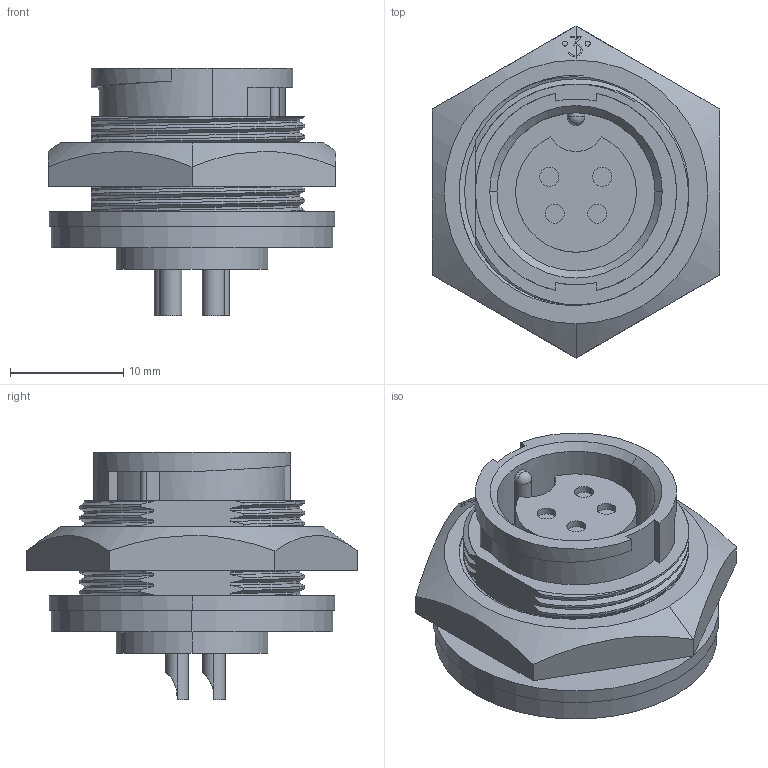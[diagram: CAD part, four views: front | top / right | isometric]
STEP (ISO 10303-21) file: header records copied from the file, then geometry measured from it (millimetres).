
FILE_DESCRIPTION (( 'STEP AP203' ), '1' );
FILE_NAME ('4282-4SG-3ES.STEP', '2016-02-17T20:39:36', ( '' ), ( '' ), 'SwSTEP 2.0', 'SolidWorks 2014', '' );
FILE_SCHEMA (( 'CONFIG_CONTROL_DESIGN' ));
Length unit declared in the file: inch
Products named in the file (2): 4282-4SG-3ES
Bounding box: 25.4 x 29.33 x 21.89 mm (x, y, z)
Volume: 5413.7 mm3; surface area: 4197.2 mm2
Topology: 2 solids, 2 shells, 214 faces, 561 edges, 368 vertices
Faces by surface type: cylinder 77, plane 77, bspline 43, cone 14, sphere 3
Entity records: 19444 total; most frequent: CARTESIAN_POINT 14661, ORIENTED_EDGE 1118, DIRECTION 758, EDGE_CURVE 559, VERTEX_POINT 367, AXIS2_PLACEMENT_3D 271, EDGE_LOOP 234, LINE 216
